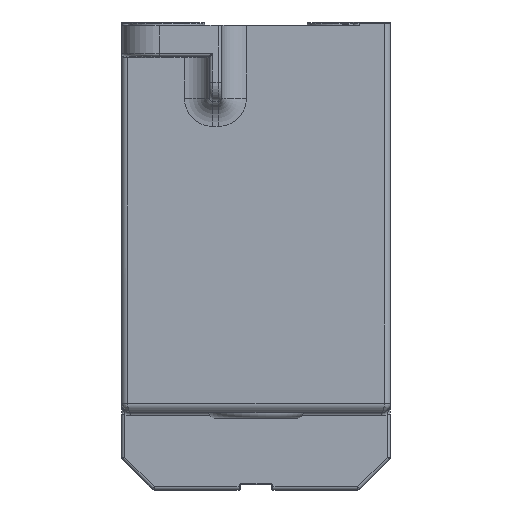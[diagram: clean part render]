
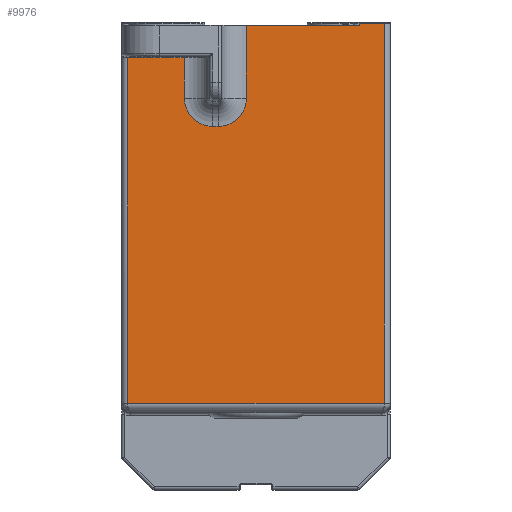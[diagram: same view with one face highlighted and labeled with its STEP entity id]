
A CAD part, left-side view. The second image highlights one B-rep face of the part: STEP entity #9976.
In plain terms, the highlighted planar face has unit normal (-1, 0, 0).
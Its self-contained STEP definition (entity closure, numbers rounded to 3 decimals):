
#10 = DIRECTION ( 'NONE',  ( 0., 0., -1. ) ) ;
#13 = CARTESIAN_POINT ( 'NONE',  ( -23.935, -120.165, 21.631 ) ) ;
#281 = CARTESIAN_POINT ( 'NONE',  ( -23.935, -106.665, 13.531 ) ) ;
#902 = CARTESIAN_POINT ( 'NONE',  ( -23.935, -115.665, 28.231 ) ) ;
#1083 = CARTESIAN_POINT ( 'NONE',  ( -23.935, -147.415, -26.869 ) ) ;
#1426 = CARTESIAN_POINT ( 'NONE',  ( -23.935, -143.415, 33.531 ) ) ;
#2942 = ORIENTED_EDGE ( 'NONE', *, *, #31731, .T. ) ;
#2968 = DIRECTION ( 'NONE',  ( 1., 0., 0. ) ) ;
#2976 = VERTEX_POINT ( 'NONE', #24436 ) ;
#3187 = VECTOR ( 'NONE', #20762, 1000. ) ;
#3423 = CARTESIAN_POINT ( 'NONE',  ( -23.935, -143.415, 33.131 ) ) ;
#3551 = EDGE_LOOP ( 'NONE', ( #15309, #24333, #48721, #23938, #18563, #51491, #42647, #8391, #7679, #33195, #2942, #21562 ) ) ;
#4416 = DIRECTION ( 'NONE',  ( 0., 0., 1. ) ) ;
#5361 = CARTESIAN_POINT ( 'NONE',  ( -23.935, -115.665, 28.031 ) ) ;
#5950 = LINE ( 'NONE', #22505, #16294 ) ;
#6013 = EDGE_CURVE ( 'NONE', #46216, #50292, #30952, .T. ) ;
#7534 = DIRECTION ( 'NONE',  ( 0., 0., -1. ) ) ;
#7679 = ORIENTED_EDGE ( 'NONE', *, *, #20673, .T. ) ;
#7960 = AXIS2_PLACEMENT_3D ( 'NONE', #43114, #38013, #21803 ) ;
#8081 = VECTOR ( 'NONE', #10, 1000. ) ;
#8258 = CARTESIAN_POINT ( 'NONE',  ( -23.935, -120.165, 17.131 ) ) ;
#8391 = ORIENTED_EDGE ( 'NONE', *, *, #17710, .T. ) ;
#9868 = DIRECTION ( 'NONE',  ( 0., 1., 0. ) ) ;
#9976 = ADVANCED_FACE ( 'NONE', ( #25879 ), #14140, .F. ) ;
#10475 = LINE ( 'NONE', #35914, #40768 ) ;
#11899 = EDGE_CURVE ( 'NONE', #41491, #16099, #18326, .T. ) ;
#12083 = EDGE_CURVE ( 'NONE', #46304, #16099, #25356, .T. ) ;
#13377 = LINE ( 'NONE', #34569, #21615 ) ;
#14068 = VERTEX_POINT ( 'NONE', #16308 ) ;
#14140 = PLANE ( 'NONE',  #7960 ) ;
#14897 = CARTESIAN_POINT ( 'NONE',  ( -23.935, -106.665, 28.031 ) ) ;
#15063 = CARTESIAN_POINT ( 'NONE',  ( -23.935, -106.665, -26.869 ) ) ;
#15309 = ORIENTED_EDGE ( 'NONE', *, *, #11899, .F. ) ;
#15393 = AXIS2_PLACEMENT_3D ( 'NONE', #13, #42214, #49775 ) ;
#16099 = VERTEX_POINT ( 'NONE', #1083 ) ;
#16294 = VECTOR ( 'NONE', #38994, 1000. ) ;
#16308 = CARTESIAN_POINT ( 'NONE',  ( -23.935, -125.515, 33.131 ) ) ;
#16889 = CARTESIAN_POINT ( 'NONE',  ( -23.935, -147.415, -26.869 ) ) ;
#17710 = EDGE_CURVE ( 'NONE', #50730, #23116, #20646, .T. ) ;
#17825 = EDGE_CURVE ( 'NONE', #14068, #2976, #5950, .T. ) ;
#17967 = DIRECTION ( 'NONE',  ( 0., 1., 0. ) ) ;
#18326 = LINE ( 'NONE', #27293, #24813 ) ;
#18328 = EDGE_CURVE ( 'NONE', #35718, #50730, #13377, .T. ) ;
#18563 = ORIENTED_EDGE ( 'NONE', *, *, #17825, .T. ) ;
#18676 = CARTESIAN_POINT ( 'NONE',  ( -23.935, -106.665, 28.031 ) ) ;
#20300 = VERTEX_POINT ( 'NONE', #3423 ) ;
#20646 = CIRCLE ( 'NONE', #15393, 4.5 ) ;
#20673 = EDGE_CURVE ( 'NONE', #23116, #46216, #41771, .T. ) ;
#20762 = DIRECTION ( 'NONE',  ( 0., -1., 0. ) ) ;
#21562 = ORIENTED_EDGE ( 'NONE', *, *, #12083, .T. ) ;
#21615 = VECTOR ( 'NONE', #9868, 1000. ) ;
#21803 = DIRECTION ( 'NONE',  ( 0., 0., -1. ) ) ;
#22505 = CARTESIAN_POINT ( 'NONE',  ( -23.935, -125.515, 3.531 ) ) ;
#22825 = DIRECTION ( 'NONE',  ( 0., 1., 0. ) ) ;
#23116 = VERTEX_POINT ( 'NONE', #51260 ) ;
#23195 = CIRCLE ( 'NONE', #51706, 4.5 ) ;
#23865 = EDGE_CURVE ( 'NONE', #20300, #14068, #10475, .T. ) ;
#23938 = ORIENTED_EDGE ( 'NONE', *, *, #23865, .T. ) ;
#24333 = ORIENTED_EDGE ( 'NONE', *, *, #51738, .T. ) ;
#24436 = CARTESIAN_POINT ( 'NONE',  ( -23.935, -125.515, 21.631 ) ) ;
#24685 = CARTESIAN_POINT ( 'NONE',  ( -23.935, -143.415, 33.531 ) ) ;
#24813 = VECTOR ( 'NONE', #34325, 1000. ) ;
#25356 = LINE ( 'NONE', #16889, #3187 ) ;
#25879 = FACE_OUTER_BOUND ( 'NONE', #3551, .T. ) ;
#26178 = LINE ( 'NONE', #1426, #33625 ) ;
#27293 = CARTESIAN_POINT ( 'NONE',  ( -23.935, -147.415, 13.531 ) ) ;
#29027 = LINE ( 'NONE', #37377, #48837 ) ;
#30810 = VERTEX_POINT ( 'NONE', #24685 ) ;
#30952 = LINE ( 'NONE', #14897, #47670 ) ;
#31731 = EDGE_CURVE ( 'NONE', #50292, #46304, #37411, .T. ) ;
#33195 = ORIENTED_EDGE ( 'NONE', *, *, #6013, .T. ) ;
#33625 = VECTOR ( 'NONE', #17967, 1000. ) ;
#34325 = DIRECTION ( 'NONE',  ( 0., 0., -1. ) ) ;
#34569 = CARTESIAN_POINT ( 'NONE',  ( -23.935, -105.665, 17.131 ) ) ;
#35718 = VERTEX_POINT ( 'NONE', #48448 ) ;
#35914 = CARTESIAN_POINT ( 'NONE',  ( -23.935, -105.665, 33.131 ) ) ;
#36023 = DIRECTION ( 'NONE',  ( 0., -1., 0. ) ) ;
#37377 = CARTESIAN_POINT ( 'NONE',  ( -23.935, -143.415, 33.631 ) ) ;
#37411 = LINE ( 'NONE', #281, #8081 ) ;
#37932 = EDGE_CURVE ( 'NONE', #30810, #20300, #29027, .T. ) ;
#38013 = DIRECTION ( 'NONE',  ( 1., 0., 0. ) ) ;
#38994 = DIRECTION ( 'NONE',  ( 0., 0., -1. ) ) ;
#39335 = CARTESIAN_POINT ( 'NONE',  ( -23.935, -121.015, 21.631 ) ) ;
#40768 = VECTOR ( 'NONE', #46990, 1000. ) ;
#41491 = VERTEX_POINT ( 'NONE', #47638 ) ;
#41771 = LINE ( 'NONE', #902, #44665 ) ;
#42214 = DIRECTION ( 'NONE',  ( 1., 0., 0. ) ) ;
#42647 = ORIENTED_EDGE ( 'NONE', *, *, #18328, .T. ) ;
#43114 = CARTESIAN_POINT ( 'NONE',  ( -23.935, -147.415, 13.531 ) ) ;
#44665 = VECTOR ( 'NONE', #4416, 1000. ) ;
#45938 = EDGE_CURVE ( 'NONE', #2976, #35718, #23195, .T. ) ;
#46216 = VERTEX_POINT ( 'NONE', #5361 ) ;
#46304 = VERTEX_POINT ( 'NONE', #15063 ) ;
#46990 = DIRECTION ( 'NONE',  ( 0., 1., 0. ) ) ;
#47638 = CARTESIAN_POINT ( 'NONE',  ( -23.935, -147.415, 33.531 ) ) ;
#47670 = VECTOR ( 'NONE', #22825, 1000. ) ;
#48448 = CARTESIAN_POINT ( 'NONE',  ( -23.935, -121.015, 17.131 ) ) ;
#48721 = ORIENTED_EDGE ( 'NONE', *, *, #37932, .T. ) ;
#48837 = VECTOR ( 'NONE', #7534, 1000. ) ;
#49775 = DIRECTION ( 'NONE',  ( 0., -1., 0. ) ) ;
#50292 = VERTEX_POINT ( 'NONE', #18676 ) ;
#50730 = VERTEX_POINT ( 'NONE', #8258 ) ;
#51260 = CARTESIAN_POINT ( 'NONE',  ( -23.935, -115.665, 21.631 ) ) ;
#51491 = ORIENTED_EDGE ( 'NONE', *, *, #45938, .T. ) ;
#51706 = AXIS2_PLACEMENT_3D ( 'NONE', #39335, #2968, #36023 ) ;
#51738 = EDGE_CURVE ( 'NONE', #41491, #30810, #26178, .T. ) ;
